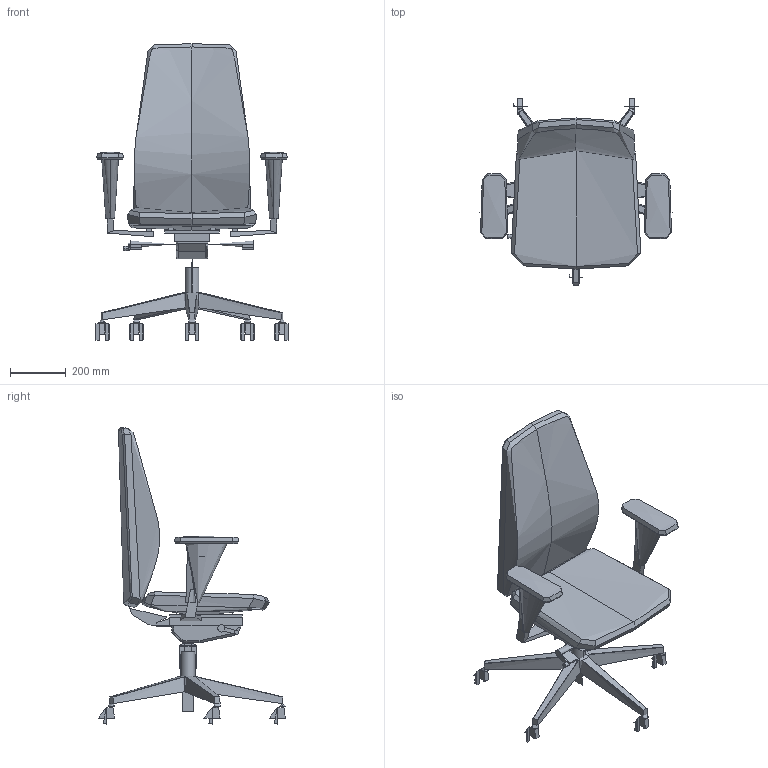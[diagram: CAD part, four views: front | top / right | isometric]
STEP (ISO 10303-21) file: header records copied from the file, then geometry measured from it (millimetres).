
FILE_DESCRIPTION(/* description */ (''),/* implementation_level */ '2;1');
FILE_NAME(/* name */ 'ALVA 330,SYS,BR-211',/* time_stamp */ '2022-01-06T17:06:34+01:00',/* author */ (''),/* organization */ (''),/* preprocessor_version */ 'ST-DEVELOPER v16.5',/* originating_system */ 'Rhino 7.13',/* authorisation */ '');
FILE_SCHEMA (('CONFIG_CONTROL_DESIGN'));
Length unit declared in the file: millimetre
Products named in the file (1): Document
Bounding box: 694.82 x 672.19 x 1063.87 mm (x, y, z)
Volume: 17472766.5 mm3; surface area: 2125455.5 mm2
Topology: 14 solids, 60 shells, 448 faces, 1069 edges, 642 vertices
Faces by surface type: bspline 244, plane 121, cylinder 83
Entity records: 35373 total; most frequent: CARTESIAN_POINT 29022, ORIENTED_EDGE 1923, EDGE_CURVE 1047, VERTEX_POINT 640, B_SPLINE_CURVE_WITH_KNOTS 469, ADVANCED_FACE 448, FACE_OUTER_BOUND 448, EDGE_LOOP 448
